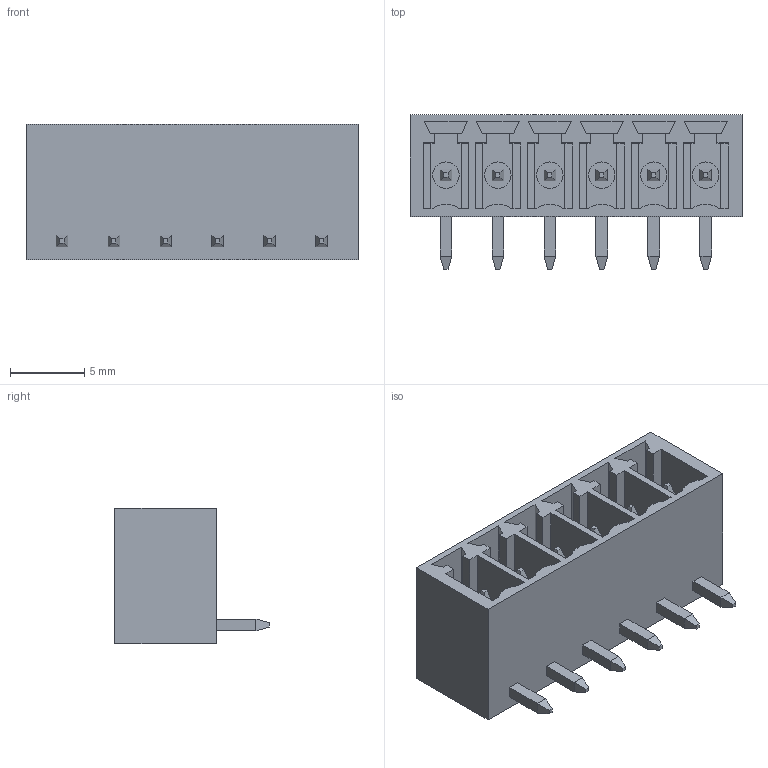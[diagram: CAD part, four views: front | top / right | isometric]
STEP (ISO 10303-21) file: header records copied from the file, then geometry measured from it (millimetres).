
FILE_DESCRIPTION((''),'2;1');
FILE_NAME('395021006','2015-01-20T',('me'),(''),'PRO/ENGINEER BY PARAMETRIC TECHNOLOGY CORPORATION, 2011490','PRO/ENGINEER BY PARAMETRIC TECHNOLOGY CORPORATION, 2011490','');
FILE_SCHEMA(('CONFIG_CONTROL_DESIGN'));
Length unit declared in the file: inch
Products named in the file (1): 395021006
Bounding box: 22.4 x 10.41 x 9.14 mm (x, y, z)
Volume: 724.5 mm3; surface area: 2094.5 mm2
Topology: 1 solids, 1 shells, 246 faces, 630 edges, 416 vertices
Faces by surface type: plane 228, cylinder 18
Entity records: 7297 total; most frequent: CARTESIAN_POINT 1269, ORIENTED_EDGE 1224, DIRECTION 1172, EDGE_CURVE 612, VECTOR 582, LINE 582, VERTEX_POINT 392, AXIS2_PLACEMENT_3D 295
